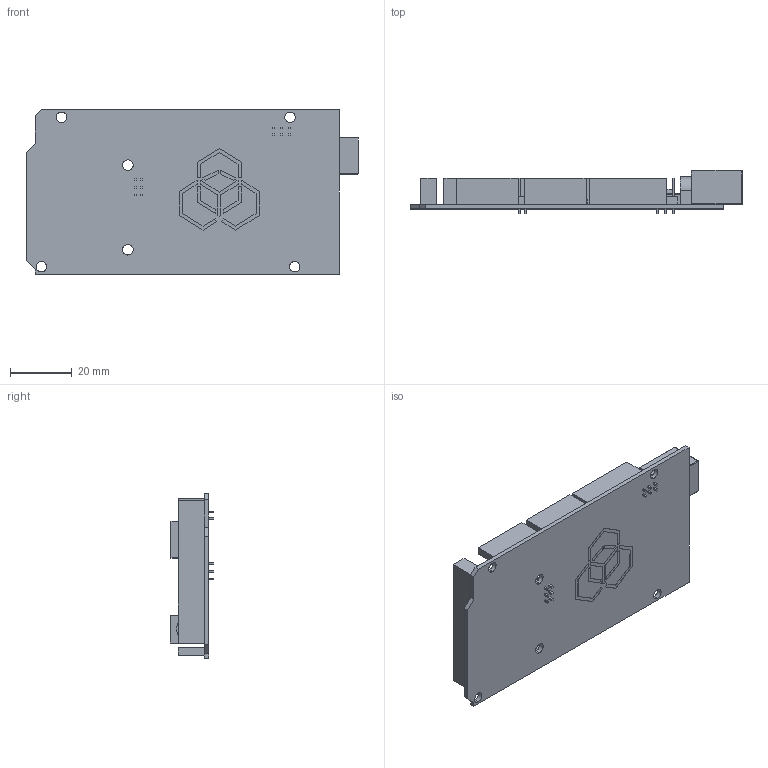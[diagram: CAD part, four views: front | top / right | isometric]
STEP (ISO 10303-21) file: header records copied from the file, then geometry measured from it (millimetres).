
FILE_DESCRIPTION (( 'STEP AP214' ), '1' );
FILE_NAME ('Arduino Mega 2560.STEP', '2015-11-24T19:23:54', ( '' ), ( '' ), 'SwSTEP 2.0', 'SolidWorks 2015', '' );
FILE_SCHEMA (( 'AUTOMOTIVE_DESIGN' ));
Length unit declared in the file: millimetre
Products named in the file (1): Arduino Mega 2560
Bounding box: 107.5 x 14 x 53.4 mm (x, y, z)
Volume: 15166.1 mm3; surface area: 22552.8 mm2
Topology: 30 solids, 30 shells, 650 faces, 1712 edges, 1128 vertices
Faces by surface type: plane 600, cylinder 38, torus 6, sphere 6
Entity records: 24966 total; most frequent: CARTESIAN_POINT 3491, ORIENTED_EDGE 3412, DIRECTION 3088, EDGE_CURVE 1706, VECTOR 1622, LINE 1622, VERTEX_POINT 1128, EDGE_LOOP 846
